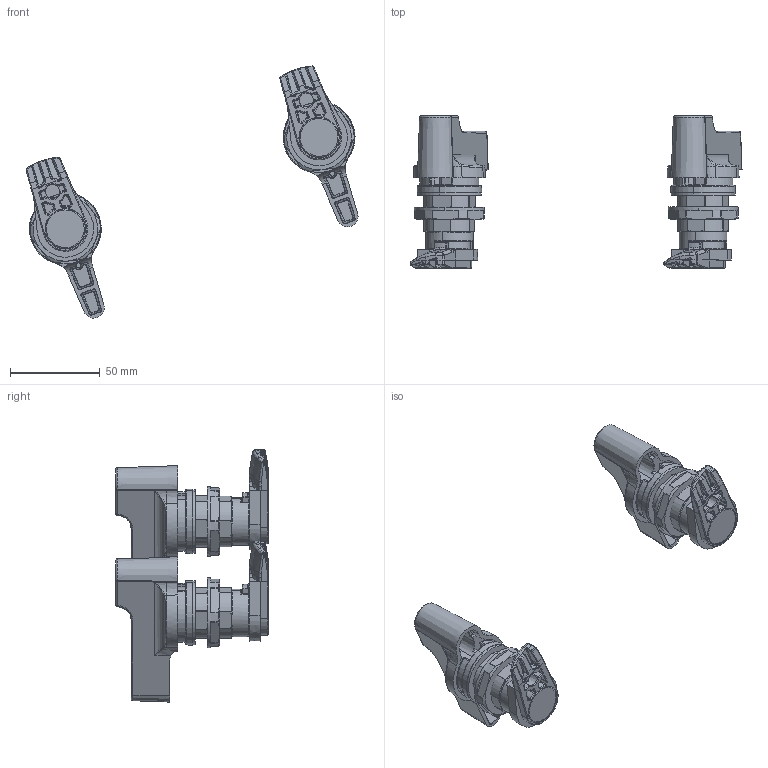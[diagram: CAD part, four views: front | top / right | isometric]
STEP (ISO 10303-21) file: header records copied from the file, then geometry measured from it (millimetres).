
FILE_DESCRIPTION (( 'STEP AP214' ), '1' );
FILE_NAME ('21610001.STEP', '2008-11-13T10:44:08', ( ' ' ), ( '' ), 'SwSTEP 2.0', 'SolidWorks 2008', '' );
FILE_SCHEMA (( 'AUTOMOTIVE_DESIGN' ));
Length unit declared in the file: millimetre
Products named in the file (19): 21610001; 86209_Standard; 94313_Standard; 93272_Standard; 83025_Standard; 94350_Standard; 08020921_Standard; 94304_Standard; 82203_Standard; 94302_Standard; 51104_Standard; 82201_Standard; 94307_Standard; 94070_Vorspannung; 94309_Standard; 82169_Standard; 84103_Standard
Assembly tree (36 placements, depth 4):
  21610001
    08020921_Standard  x2
    51104_Standard  x2
      94070_Vorspannung
      94307_Standard
        94307_Standard
        84103_Standard
      94302_Standard
      94309_Standard
      82169_Standard
    94304_Standard  x2
    83025_Standard  x2
    93272_Standard  x2
    94313_Standard  x2
      86209_Standard
      94313_Standard
    94350_Standard  x2
    82201_Standard  x2
    82203_Standard  x2
Bounding box: 184.64 x 84.75 x 140.32 mm (x, y, z)
Volume: 120242.9 mm3; surface area: 93161.4 mm2
Topology: 48 solids, 48 shells, 2212 faces, 5220 edges, 2994 vertices
Faces by surface type: cylinder 594, bspline 494, plane 478, torus 304, cone 262, sphere 80
Entity records: 35261 total; most frequent: CARTESIAN_POINT 12665, ORIENTED_EDGE 4796, DIRECTION 4376, EDGE_CURVE 2398, AXIS2_PLACEMENT_3D 1825, VERTEX_POINT 1425, EDGE_LOOP 1097, ADVANCED_FACE 1038
